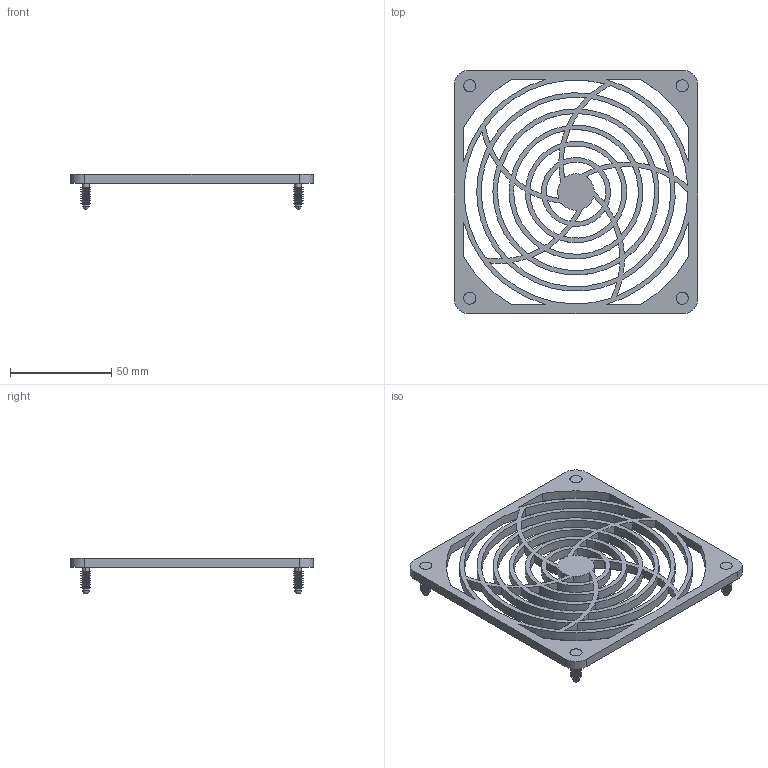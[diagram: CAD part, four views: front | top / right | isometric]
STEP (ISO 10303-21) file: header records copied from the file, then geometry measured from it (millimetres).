
FILE_DESCRIPTION (( 'STEP AP203' ), '1' );
FILE_NAME ('G120POG.stp', '2021-08-16T15:40:37', ( '' ), ( '' ), 'SwSTEP 2.0', 'SolidWorks 2018', '' );
FILE_SCHEMA (( 'CONFIG_CONTROL_DESIGN' ));
Length unit declared in the file: millimetre
Products named in the file (1): G120POG
Bounding box: 120 x 120 x 17.6 mm (x, y, z)
Volume: 30726.4 mm3; surface area: 31149.1 mm2
Topology: 1 solids, 1 shells, 369 faces, 905 edges, 538 vertices
Faces by surface type: cylinder 215, cone 128, plane 18, sphere 8
Entity records: 11134 total; most frequent: DIRECTION 2131, CARTESIAN_POINT 1933, ORIENTED_EDGE 1786, EDGE_CURVE 893, AXIS2_PLACEMENT_3D 876, VERTEX_POINT 534, CIRCLE 506, EDGE_LOOP 445
